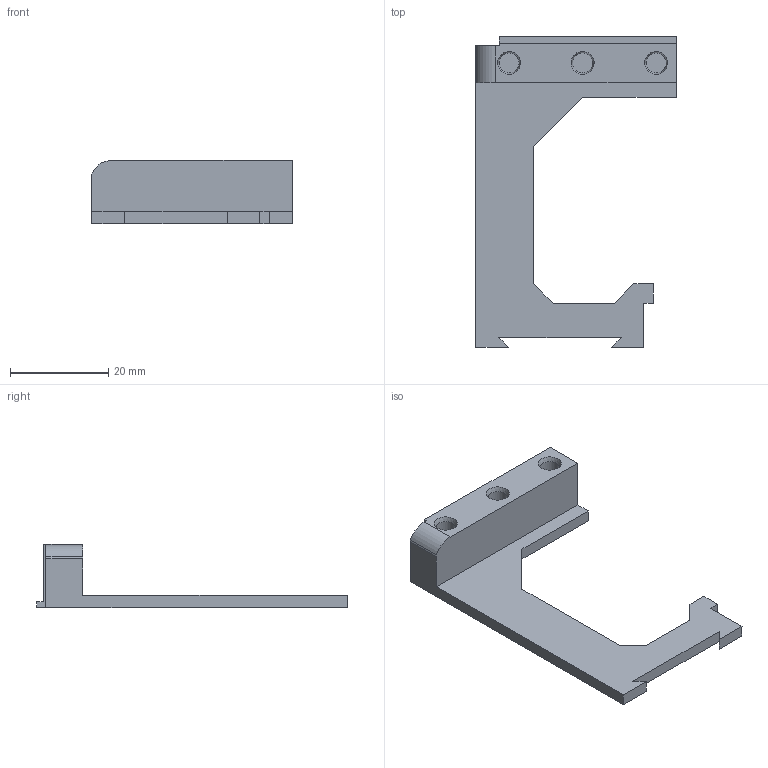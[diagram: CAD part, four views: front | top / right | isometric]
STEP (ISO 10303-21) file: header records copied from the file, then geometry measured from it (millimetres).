
FILE_DESCRIPTION(/* description */ (''),/* implementation_level */ '2;1');
FILE_NAME(/* name */ 'battery sled.step',/* time_stamp */ '2025-11-29T18:13:28+01:00',/* author */ (''),/* organization */ (''),/* preprocessor_version */ 'ST-DEVELOPER v20.1',/* originating_system */ 'Autodesk Translation Framework v14.17.0.0',/* authorisation */ '');
FILE_SCHEMA (('AUTOMOTIVE_DESIGN { 1 0 10303 214 3 1 1 }'));
Length unit declared in the file: millimetre
Products named in the file (2): FOC-Stim v4.1 Case - diglet; Battery sled
Assembly tree (1 placements, depth 2):
  FOC-Stim v4.1 Case - diglet
    Battery sled
Bounding box: 40.9 x 63.4 x 12.86 mm (x, y, z)
Volume: 6064.7 mm3; surface area: 4793.9 mm2
Topology: 1 solids, 1 shells, 47 faces, 117 edges, 77 vertices
Faces by surface type: plane 40, cylinder 4, cone 3
Full cylindrical faces by diameter (mm): 4.1 x3
Entity records: 1431 total; most frequent: CARTESIAN_POINT 244, ORIENTED_EDGE 234, DIRECTION 228, EDGE_CURVE 117, LINE 106, VECTOR 106, VERTEX_POINT 77, AXIS2_PLACEMENT_3D 61
